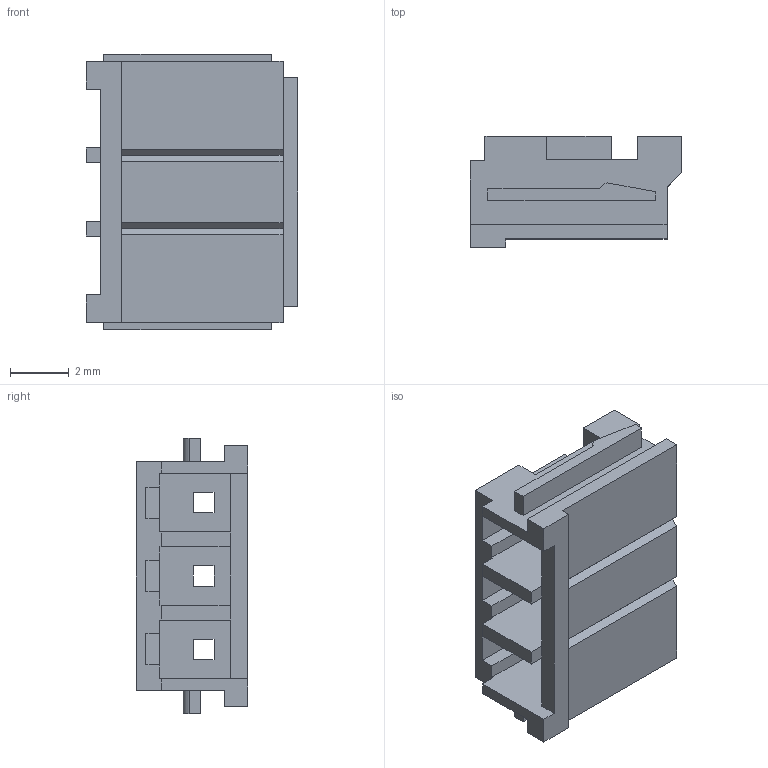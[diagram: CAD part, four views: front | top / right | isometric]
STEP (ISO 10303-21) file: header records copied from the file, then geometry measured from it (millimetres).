
FILE_DESCRIPTION (( 'STEP AP214' ), '1' );
FILE_NAME ('FHG25003-S03M2W1B -REF .STEP', '2025-12-03T02:21:21', ( '' ), ( '' ), 'SwSTEP 2.0', 'SolidWorks 2021', '' );
FILE_SCHEMA (( 'AUTOMOTIVE_DESIGN' ));
Length unit declared in the file: millimetre
Products named in the file (1): FHG25003-S03M2W1B -REF 
Bounding box: 7.2 x 3.8 x 9.4 mm (x, y, z)
Volume: 90.6 mm3; surface area: 412.5 mm2
Topology: 1 solids, 1 shells, 148 faces, 422 edges, 272 vertices
Faces by surface type: plane 146, cylinder 2
Entity records: 4744 total; most frequent: ORIENTED_EDGE 844, CARTESIAN_POINT 843, DIRECTION 724, EDGE_CURVE 422, VECTOR 418, LINE 418, VERTEX_POINT 272, EDGE_LOOP 156
